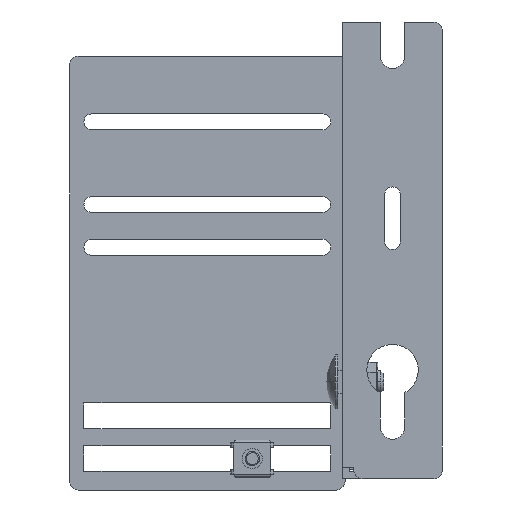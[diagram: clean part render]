
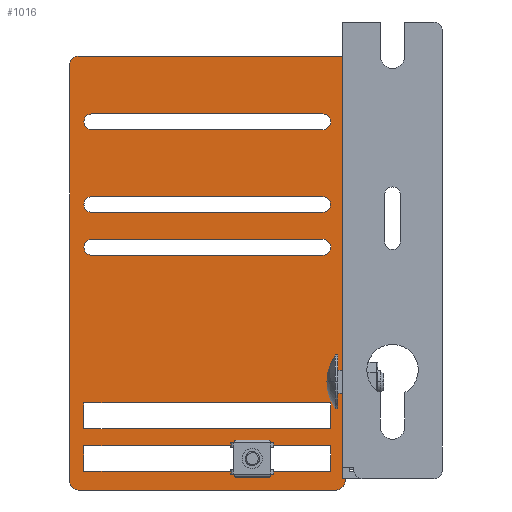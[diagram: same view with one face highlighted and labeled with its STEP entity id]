
A CAD part, front view. The second image highlights one B-rep face of the part: STEP entity #1016.
In plain terms, the highlighted planar face has unit normal (0, -1, 0).
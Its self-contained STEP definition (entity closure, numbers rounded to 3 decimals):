
#1=DIRECTION('',(0.,0.,-1.));
#2=VECTOR('',#1,141.3);
#3=CARTESIAN_POINT('',(-103.7,0.,0.));
#4=LINE('',#3,#2);
#5=DIRECTION('',(-1.,0.,0.));
#6=VECTOR('',#5,1.5);
#7=CARTESIAN_POINT('',(-103.7,0.,-141.3));
#8=LINE('',#7,#6);
#9=DIRECTION('',(0.,0.,-1.));
#10=VECTOR('',#9,7.7);
#11=CARTESIAN_POINT('',(-105.2,0.,-141.3));
#12=LINE('',#11,#10);
#13=CARTESIAN_POINT('',(-108.2,0.,-149.));
#14=DIRECTION('',(0.,1.,0.));
#15=DIRECTION('',(1.,0.,0.));
#16=AXIS2_PLACEMENT_3D('',#13,#14,#15);
#18=DIRECTION('',(-1.,0.,0.));
#19=VECTOR('',#18,90.5);
#20=CARTESIAN_POINT('',(-108.2,0.,-152.));
#21=LINE('',#20,#19);
#22=CARTESIAN_POINT('',(-198.7,0.,-149.));
#23=DIRECTION('',(0.,1.,0.));
#24=DIRECTION('',(0.,0.,-1.));
#25=AXIS2_PLACEMENT_3D('',#22,#23,#24);
#27=DIRECTION('',(0.,0.,1.));
#28=VECTOR('',#27,146.);
#29=CARTESIAN_POINT('',(-201.7,0.,-149.));
#30=LINE('',#29,#28);
#31=CARTESIAN_POINT('',(-198.7,0.,-3.));
#32=DIRECTION('',(0.,1.,0.));
#33=DIRECTION('',(-1.,0.,0.));
#34=AXIS2_PLACEMENT_3D('',#31,#32,#33);
#36=DIRECTION('',(1.,0.,0.));
#37=VECTOR('',#36,86.5);
#38=CARTESIAN_POINT('',(-196.7,0.,-145.5));
#39=LINE('',#38,#37);
#40=DIRECTION('',(0.,0.,1.));
#41=VECTOR('',#40,9.);
#42=CARTESIAN_POINT('',(-110.2,0.,-145.5));
#43=LINE('',#42,#41);
#44=DIRECTION('',(-1.,0.,0.));
#45=VECTOR('',#44,86.5);
#46=CARTESIAN_POINT('',(-110.2,0.,-136.5));
#47=LINE('',#46,#45);
#48=DIRECTION('',(0.,0.,-1.));
#49=VECTOR('',#48,9.);
#50=CARTESIAN_POINT('',(-196.7,0.,-136.5));
#51=LINE('',#50,#49);
#52=DIRECTION('',(1.,0.,0.));
#53=VECTOR('',#52,81.);
#54=CARTESIAN_POINT('',(-193.95,0.,-25.7));
#55=LINE('',#54,#53);
#56=CARTESIAN_POINT('',(-112.95,0.,-22.95));
#57=DIRECTION('',(0.,1.,0.));
#58=DIRECTION('',(0.,0.,1.));
#59=AXIS2_PLACEMENT_3D('',#56,#57,#58);
#61=DIRECTION('',(-1.,0.,0.));
#62=VECTOR('',#61,81.);
#63=CARTESIAN_POINT('',(-112.95,0.,-20.2));
#64=LINE('',#63,#62);
#65=CARTESIAN_POINT('',(-193.95,0.,-22.95));
#66=DIRECTION('',(0.,1.,0.));
#67=DIRECTION('',(0.,0.,-1.));
#68=AXIS2_PLACEMENT_3D('',#65,#66,#67);
#70=DIRECTION('',(0.,0.,-1.));
#71=VECTOR('',#70,9.);
#72=CARTESIAN_POINT('',(-196.7,0.,-121.5));
#73=LINE('',#72,#71);
#74=DIRECTION('',(1.,0.,0.));
#75=VECTOR('',#74,86.5);
#76=CARTESIAN_POINT('',(-196.7,0.,-130.5));
#77=LINE('',#76,#75);
#78=DIRECTION('',(0.,0.,1.));
#79=VECTOR('',#78,9.);
#80=CARTESIAN_POINT('',(-110.2,0.,-130.5));
#81=LINE('',#80,#79);
#82=DIRECTION('',(-1.,0.,0.));
#83=VECTOR('',#82,86.5);
#84=CARTESIAN_POINT('',(-110.2,0.,-121.5));
#85=LINE('',#84,#83);
#86=CARTESIAN_POINT('',(-193.95,0.,-51.95));
#87=DIRECTION('',(0.,1.,0.));
#88=DIRECTION('',(0.,0.,-1.));
#89=AXIS2_PLACEMENT_3D('',#86,#87,#88);
#91=DIRECTION('',(1.,0.,0.));
#92=VECTOR('',#91,81.);
#93=CARTESIAN_POINT('',(-193.95,0.,-54.7));
#94=LINE('',#93,#92);
#95=CARTESIAN_POINT('',(-112.95,0.,-51.95));
#96=DIRECTION('',(0.,1.,0.));
#97=DIRECTION('',(0.,0.,1.));
#98=AXIS2_PLACEMENT_3D('',#95,#96,#97);
#100=DIRECTION('',(-1.,0.,0.));
#101=VECTOR('',#100,81.);
#102=CARTESIAN_POINT('',(-112.95,0.,-49.2));
#103=LINE('',#102,#101);
#104=CARTESIAN_POINT('',(-193.95,0.,-66.95));
#105=DIRECTION('',(0.,1.,0.));
#106=DIRECTION('',(0.,0.,-1.));
#107=AXIS2_PLACEMENT_3D('',#104,#105,#106);
#109=DIRECTION('',(1.,0.,0.));
#110=VECTOR('',#109,81.);
#111=CARTESIAN_POINT('',(-193.95,0.,-69.7));
#112=LINE('',#111,#110);
#113=CARTESIAN_POINT('',(-112.95,0.,-66.95));
#114=DIRECTION('',(0.,1.,0.));
#115=DIRECTION('',(0.,0.,1.));
#116=AXIS2_PLACEMENT_3D('',#113,#114,#115);
#118=DIRECTION('',(-1.,0.,0.));
#119=VECTOR('',#118,81.);
#120=CARTESIAN_POINT('',(-112.95,0.,-64.2));
#121=LINE('',#120,#119);
#134=DIRECTION('',(-1.,0.,0.));
#135=VECTOR('',#134,95.);
#136=CARTESIAN_POINT('',(-103.7,0.,0.));
#137=LINE('',#136,#135);
#717=CARTESIAN_POINT('',(-108.2,0.,-152.));
#718=CARTESIAN_POINT('',(-198.7,0.,-152.));
#719=VERTEX_POINT('',#717);
#720=VERTEX_POINT('',#718);
#721=CARTESIAN_POINT('',(-201.7,0.,-149.));
#722=CARTESIAN_POINT('',(-201.7,0.,-3.));
#723=VERTEX_POINT('',#721);
#724=VERTEX_POINT('',#722);
#741=CARTESIAN_POINT('',(-198.7,0.,0.));
#743=VERTEX_POINT('',#741);
#745=CARTESIAN_POINT('',(-196.7,0.,-145.5));
#746=CARTESIAN_POINT('',(-110.2,0.,-145.5));
#747=VERTEX_POINT('',#745);
#748=VERTEX_POINT('',#746);
#749=CARTESIAN_POINT('',(-110.2,0.,-136.5));
#750=VERTEX_POINT('',#749);
#751=CARTESIAN_POINT('',(-196.7,0.,-136.5));
#752=VERTEX_POINT('',#751);
#753=CARTESIAN_POINT('',(-193.95,0.,-25.7));
#754=CARTESIAN_POINT('',(-112.95,0.,-25.7));
#755=VERTEX_POINT('',#753);
#756=VERTEX_POINT('',#754);
#757=CARTESIAN_POINT('',(-112.95,0.,-20.2));
#758=VERTEX_POINT('',#757);
#759=CARTESIAN_POINT('',(-193.95,0.,-20.2));
#760=VERTEX_POINT('',#759);
#779=CARTESIAN_POINT('',(-105.2,0.,-149.));
#780=VERTEX_POINT('',#779);
#809=CARTESIAN_POINT('',(-105.2,0.,-141.3));
#810=VERTEX_POINT('',#809);
#853=CARTESIAN_POINT('',(-196.7,0.,-121.5));
#854=CARTESIAN_POINT('',(-196.7,0.,-130.5));
#855=VERTEX_POINT('',#853);
#856=VERTEX_POINT('',#854);
#857=CARTESIAN_POINT('',(-110.2,0.,-130.5));
#858=VERTEX_POINT('',#857);
#859=CARTESIAN_POINT('',(-110.2,0.,-121.5));
#860=VERTEX_POINT('',#859);
#861=CARTESIAN_POINT('',(-193.95,0.,-54.7));
#862=CARTESIAN_POINT('',(-193.95,0.,-49.2));
#863=VERTEX_POINT('',#861);
#864=VERTEX_POINT('',#862);
#865=CARTESIAN_POINT('',(-112.95,0.,-54.7));
#866=VERTEX_POINT('',#865);
#867=CARTESIAN_POINT('',(-112.95,0.,-49.2));
#868=VERTEX_POINT('',#867);
#869=CARTESIAN_POINT('',(-193.95,0.,-69.7));
#870=CARTESIAN_POINT('',(-193.95,0.,-64.2));
#871=VERTEX_POINT('',#869);
#872=VERTEX_POINT('',#870);
#873=CARTESIAN_POINT('',(-112.95,0.,-69.7));
#874=VERTEX_POINT('',#873);
#875=CARTESIAN_POINT('',(-112.95,0.,-64.2));
#876=VERTEX_POINT('',#875);
#901=CARTESIAN_POINT('',(-103.7,0.,0.));
#902=CARTESIAN_POINT('',(-103.7,0.,-141.3));
#903=VERTEX_POINT('',#901);
#904=VERTEX_POINT('',#902);
#941=CARTESIAN_POINT('',(0.,0.,0.));
#942=DIRECTION('',(0.,1.,0.));
#943=DIRECTION('',(1.,0.,0.));
#944=AXIS2_PLACEMENT_3D('',#941,#942,#943);
#945=PLANE('',#944);
#947=ORIENTED_EDGE('',*,*,#946,.F.);
#949=ORIENTED_EDGE('',*,*,#948,.T.);
#951=ORIENTED_EDGE('',*,*,#950,.T.);
#953=ORIENTED_EDGE('',*,*,#952,.T.);
#955=ORIENTED_EDGE('',*,*,#954,.T.);
#957=ORIENTED_EDGE('',*,*,#956,.T.);
#959=ORIENTED_EDGE('',*,*,#958,.T.);
#961=ORIENTED_EDGE('',*,*,#960,.T.);
#963=ORIENTED_EDGE('',*,*,#962,.T.);
#964=EDGE_LOOP('',(#947,#949,#951,#953,#955,#957,#959,#961,#963));
#965=FACE_OUTER_BOUND('',#964,.F.);
#967=ORIENTED_EDGE('',*,*,#966,.T.);
#969=ORIENTED_EDGE('',*,*,#968,.T.);
#971=ORIENTED_EDGE('',*,*,#970,.T.);
#973=ORIENTED_EDGE('',*,*,#972,.T.);
#974=EDGE_LOOP('',(#967,#969,#971,#973));
#975=FACE_BOUND('',#974,.F.);
#977=ORIENTED_EDGE('',*,*,#976,.T.);
#979=ORIENTED_EDGE('',*,*,#978,.F.);
#981=ORIENTED_EDGE('',*,*,#980,.T.);
#983=ORIENTED_EDGE('',*,*,#982,.F.);
#984=EDGE_LOOP('',(#977,#979,#981,#983));
#985=FACE_BOUND('',#984,.F.);
#987=ORIENTED_EDGE('',*,*,#986,.T.);
#989=ORIENTED_EDGE('',*,*,#988,.T.);
#991=ORIENTED_EDGE('',*,*,#990,.T.);
#993=ORIENTED_EDGE('',*,*,#992,.T.);
#994=EDGE_LOOP('',(#987,#989,#991,#993));
#995=FACE_BOUND('',#994,.F.);
#997=ORIENTED_EDGE('',*,*,#996,.F.);
#999=ORIENTED_EDGE('',*,*,#998,.T.);
#1001=ORIENTED_EDGE('',*,*,#1000,.F.);
#1003=ORIENTED_EDGE('',*,*,#1002,.T.);
#1004=EDGE_LOOP('',(#997,#999,#1001,#1003));
#1005=FACE_BOUND('',#1004,.F.);
#1007=ORIENTED_EDGE('',*,*,#1006,.F.);
#1009=ORIENTED_EDGE('',*,*,#1008,.T.);
#1011=ORIENTED_EDGE('',*,*,#1010,.F.);
#1013=ORIENTED_EDGE('',*,*,#1012,.T.);
#1014=EDGE_LOOP('',(#1007,#1009,#1011,#1013));
#1015=FACE_BOUND('',#1014,.F.);
#1016=ADVANCED_FACE('',(#965,#975,#985,#995,#1005,#1015),#945,.F.);
#17=CIRCLE('',#16,3.);
#26=CIRCLE('',#25,3.);
#35=CIRCLE('',#34,3.);
#60=CIRCLE('',#59,2.75);
#69=CIRCLE('',#68,2.75);
#90=CIRCLE('',#89,2.75);
#99=CIRCLE('',#98,2.75);
#108=CIRCLE('',#107,2.75);
#117=CIRCLE('',#116,2.75);
#946=EDGE_CURVE('',#903,#743,#137,.T.);
#948=EDGE_CURVE('',#903,#904,#4,.T.);
#950=EDGE_CURVE('',#904,#810,#8,.T.);
#952=EDGE_CURVE('',#810,#780,#12,.T.);
#954=EDGE_CURVE('',#780,#719,#17,.T.);
#956=EDGE_CURVE('',#719,#720,#21,.T.);
#958=EDGE_CURVE('',#720,#723,#26,.T.);
#960=EDGE_CURVE('',#723,#724,#30,.T.);
#962=EDGE_CURVE('',#724,#743,#35,.T.);
#966=EDGE_CURVE('',#747,#748,#39,.T.);
#968=EDGE_CURVE('',#748,#750,#43,.T.);
#970=EDGE_CURVE('',#750,#752,#47,.T.);
#972=EDGE_CURVE('',#752,#747,#51,.T.);
#976=EDGE_CURVE('',#755,#756,#55,.T.);
#978=EDGE_CURVE('',#758,#756,#60,.T.);
#980=EDGE_CURVE('',#758,#760,#64,.T.);
#982=EDGE_CURVE('',#755,#760,#69,.T.);
#986=EDGE_CURVE('',#855,#856,#73,.T.);
#988=EDGE_CURVE('',#856,#858,#77,.T.);
#990=EDGE_CURVE('',#858,#860,#81,.T.);
#992=EDGE_CURVE('',#860,#855,#85,.T.);
#996=EDGE_CURVE('',#863,#864,#90,.T.);
#998=EDGE_CURVE('',#863,#866,#94,.T.);
#1000=EDGE_CURVE('',#868,#866,#99,.T.);
#1002=EDGE_CURVE('',#868,#864,#103,.T.);
#1006=EDGE_CURVE('',#871,#872,#108,.T.);
#1008=EDGE_CURVE('',#871,#874,#112,.T.);
#1010=EDGE_CURVE('',#876,#874,#117,.T.);
#1012=EDGE_CURVE('',#876,#872,#121,.T.);
